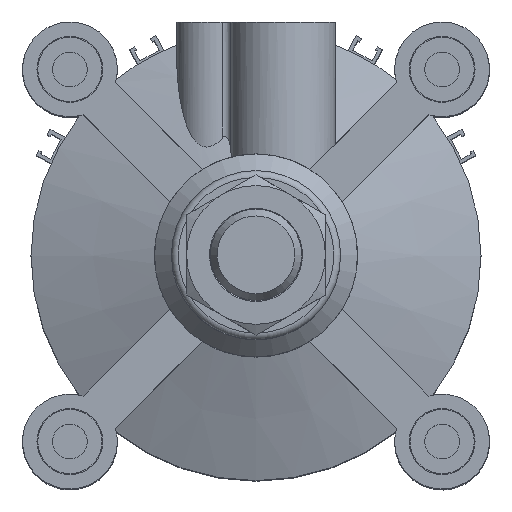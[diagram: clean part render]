
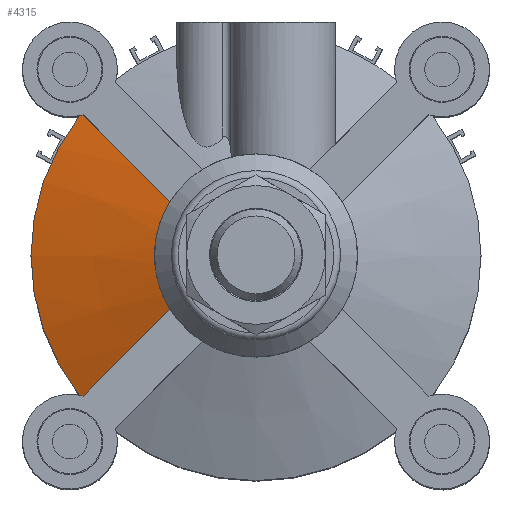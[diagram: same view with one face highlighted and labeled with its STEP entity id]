
A CAD part, top view. The second image highlights one B-rep face of the part: STEP entity #4315.
In plain terms, the highlighted conical face has half-angle 70 degrees and reference radius 48.25 mm.
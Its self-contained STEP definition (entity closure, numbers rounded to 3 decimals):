
#30=B_SPLINE_CURVE_WITH_KNOTS('',3,(#7045,#7046,#7047,#7048),
 .UNSPECIFIED.,.F.,.F.,(4,4),(1.143,1.245),
 .UNSPECIFIED.);
#31=B_SPLINE_CURVE_WITH_KNOTS('',3,(#7055,#7056,#7057,#7058),
 .UNSPECIFIED.,.F.,.F.,(4,4),(2.595,2.698),
 .UNSPECIFIED.);
#50=CONICAL_SURFACE('',#4720,48.25,1.222);
#75=(
BOUNDED_CURVE()
B_SPLINE_CURVE(2,(#6871,#6872,#6873),.UNSPECIFIED.,.F.,.F.)
B_SPLINE_CURVE_WITH_KNOTS((3,3),(0.,3.856),.UNSPECIFIED.)
CURVE()
GEOMETRIC_REPRESENTATION_ITEM()
RATIONAL_B_SPLINE_CURVE((1.,1.08,1.))
REPRESENTATION_ITEM('')
);
#81=(
BOUNDED_CURVE()
B_SPLINE_CURVE(2,(#7051,#7052,#7053),.UNSPECIFIED.,.F.,.F.)
B_SPLINE_CURVE_WITH_KNOTS((3,3),(0.,3.856),.UNSPECIFIED.)
CURVE()
GEOMETRIC_REPRESENTATION_ITEM()
RATIONAL_B_SPLINE_CURVE((1.,1.08,1.))
REPRESENTATION_ITEM('')
);
#220=CIRCLE('',#4718,66.5);
#222=CIRCLE('',#4721,30.);
#1051=ORIENTED_EDGE('',*,*,#1974,.T.);
#1052=ORIENTED_EDGE('',*,*,#1919,.T.);
#1053=ORIENTED_EDGE('',*,*,#1975,.F.);
#1054=ORIENTED_EDGE('',*,*,#1976,.T.);
#1055=ORIENTED_EDGE('',*,*,#1977,.T.);
#1056=ORIENTED_EDGE('',*,*,#1971,.T.);
#1919=EDGE_CURVE('',#2432,#2433,#75,.T.);
#1971=EDGE_CURVE('',#2480,#2479,#220,.T.);
#1974=EDGE_CURVE('',#2479,#2432,#30,.T.);
#1975=EDGE_CURVE('',#2482,#2433,#222,.T.);
#1976=EDGE_CURVE('',#2482,#2483,#81,.T.);
#1977=EDGE_CURVE('',#2483,#2480,#31,.T.);
#2432=VERTEX_POINT('',#6874);
#2433=VERTEX_POINT('',#6875);
#2479=VERTEX_POINT('',#7038);
#2480=VERTEX_POINT('',#7040);
#2482=VERTEX_POINT('',#7050);
#2483=VERTEX_POINT('',#7054);
#3453=EDGE_LOOP('',(#1051,#1052,#1053,#1054,#1055,#1056));
#3819=FACE_BOUND('',#3453,.T.);
#4315=ADVANCED_FACE('',(#3819),#50,.T.);
#4718=AXIS2_PLACEMENT_3D('',#7039,#5628,#5629);
#4720=AXIS2_PLACEMENT_3D('',#7044,#5633,#5634);
#4721=AXIS2_PLACEMENT_3D('',#7049,#5635,#5636);
#5628=DIRECTION('',(0.,1.,0.));
#5629=DIRECTION('',(-1.,0.,0.));
#5633=DIRECTION('',(0.,-1.,0.));
#5634=DIRECTION('',(-1.,0.,0.));
#5635=DIRECTION('',(0.,1.,0.));
#5636=DIRECTION('',(-1.,0.,0.));
#6871=CARTESIAN_POINT('',(-41.554,12.232,-51.1));
#6872=CARTESIAN_POINT('',(-23.926,21.258,-33.472));
#6873=CARTESIAN_POINT('',(-15.896,25.285,-25.442));
#6874=CARTESIAN_POINT('',(-41.554,12.232,-51.1));
#6875=CARTESIAN_POINT('',(-15.896,25.285,-25.442));
#7038=CARTESIAN_POINT('',(-41.299,12.,-52.121));
#7039=CARTESIAN_POINT('',(0.,12.,0.));
#7040=CARTESIAN_POINT('',(41.299,12.,-52.121));
#7044=CARTESIAN_POINT('',(0.,18.642,0.));
#7045=CARTESIAN_POINT('',(-41.299,12.,-52.121));
#7046=CARTESIAN_POINT('',(-41.37,12.081,-51.782));
#7047=CARTESIAN_POINT('',(-41.455,12.158,-51.441));
#7048=CARTESIAN_POINT('',(-41.554,12.232,-51.1));
#7049=CARTESIAN_POINT('',(0.,25.285,0.));
#7050=CARTESIAN_POINT('',(15.896,25.285,-25.442));
#7051=CARTESIAN_POINT('',(15.896,25.285,-25.442));
#7052=CARTESIAN_POINT('',(23.926,21.258,-33.472));
#7053=CARTESIAN_POINT('',(41.554,12.232,-51.1));
#7054=CARTESIAN_POINT('',(41.554,12.232,-51.1));
#7055=CARTESIAN_POINT('',(41.554,12.232,-51.1));
#7056=CARTESIAN_POINT('',(41.455,12.158,-51.44));
#7057=CARTESIAN_POINT('',(41.37,12.081,-51.782));
#7058=CARTESIAN_POINT('',(41.299,12.,-52.121));
